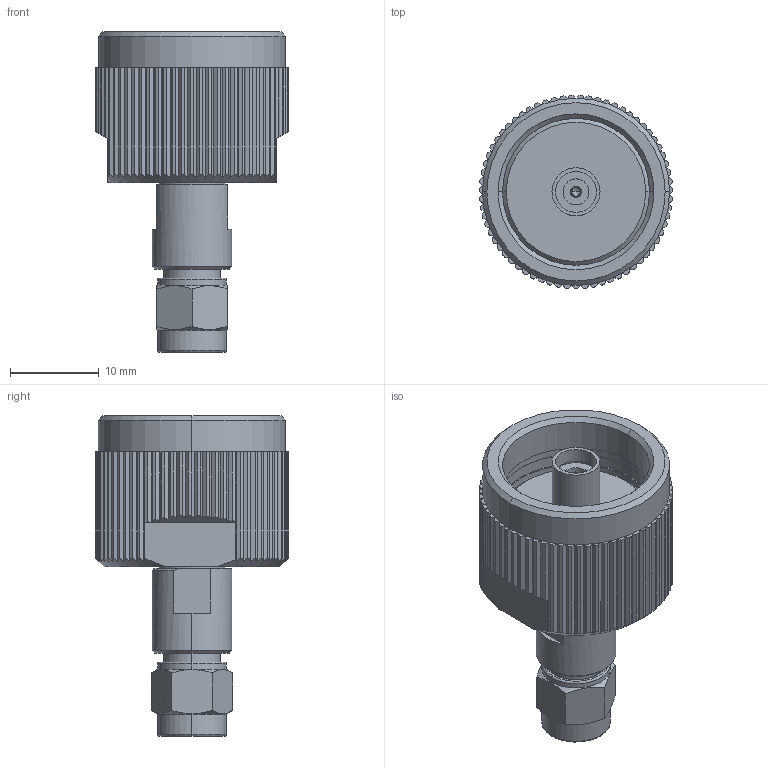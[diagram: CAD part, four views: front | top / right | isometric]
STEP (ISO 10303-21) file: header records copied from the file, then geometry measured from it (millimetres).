
FILE_DESCRIPTION (( 'STEP AP214' ), '1' );
FILE_NAME ('CT-KFNKM-LN1.STEP', '2025-01-24T22:44:47', ( '' ), ( '' ), 'SwSTEP 2.0', 'SolidWorks 2021', '' );
FILE_SCHEMA (( 'AUTOMOTIVE_DESIGN' ));
Length unit declared in the file: inch
Products named in the file (1): CT-KFNKM-LN1
Bounding box: 21.8 x 21.79 x 36.1 mm (x, y, z)
Volume: 5523.1 mm3; surface area: 3811.8 mm2
Topology: 5 solids, 6 shells, 415 faces, 1105 edges, 719 vertices
Faces by surface type: plane 211, cylinder 148, cone 43, torus 9, sphere 2, bspline 2
Entity records: 19808 total; most frequent: CARTESIAN_POINT 4103, ORIENTED_EDGE 2192, DIRECTION 2092, EDGE_CURVE 1096, AXIS2_PLACEMENT_3D 757, VERTEX_POINT 718, LINE 578, VECTOR 578
